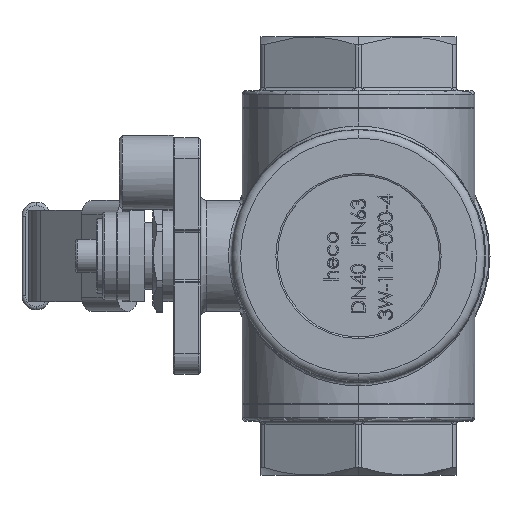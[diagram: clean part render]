
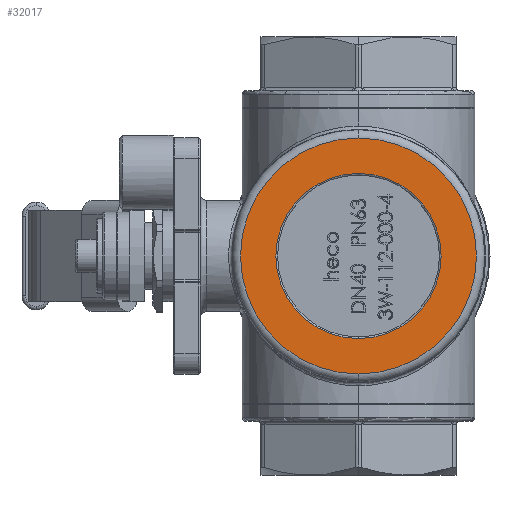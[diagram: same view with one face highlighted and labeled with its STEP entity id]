
A CAD part, left-side view. The second image highlights one B-rep face of the part: STEP entity #32017.
In plain terms, the highlighted planar face has unit normal (-1, 0, 0).
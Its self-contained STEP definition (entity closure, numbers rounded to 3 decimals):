
#31874 = EDGE_LOOP ( 'NONE', ( #32188, #32073 ) ) ;
#31903 = EDGE_CURVE ( 'NONE', #69443, #69437, #63862, .T. ) ;
#31934 = EDGE_LOOP ( 'NONE', ( #32168, #32127 ) ) ;
#32017 = ADVANCED_FACE ( 'NONE', ( #64262, #64261 ), #64317, .F. ) ;
#32073 = ORIENTED_EDGE ( 'NONE', *, *, #61849, .T. ) ;
#32127 = ORIENTED_EDGE ( 'NONE', *, *, #31903, .T. ) ;
#32168 = ORIENTED_EDGE ( 'NONE', *, *, #69436, .T. ) ;
#32188 = ORIENTED_EDGE ( 'NONE', *, *, #32190, .T. ) ;
#32190 = EDGE_CURVE ( 'NONE', #61070, #61227, #64684, .T. ) ;
#41563 = CARTESIAN_POINT ( 'NONE',  ( -40., 0., -35. ) ) ;
#41659 = CARTESIAN_POINT ( 'NONE',  ( -40., 0., 35. ) ) ;
#41687 = DIRECTION ( 'NONE',  ( 0., 0., -1. ) ) ;
#41689 = DIRECTION ( 'NONE',  ( -1., 0., 0. ) ) ;
#41691 = CARTESIAN_POINT ( 'NONE',  ( -40., 0., 0. ) ) ;
#41692 = AXIS2_PLACEMENT_3D ( 'NONE', #41691, #41689, #41687 ) ;
#41694 = CIRCLE ( 'NONE', #41692, 35. ) ;
#55466 = CARTESIAN_POINT ( 'NONE',  ( -40., 0., -24.5 ) ) ;
#55467 = DIRECTION ( 'NONE',  ( 0., 0., -1. ) ) ;
#55468 = DIRECTION ( 'NONE',  ( 1., 0., 0. ) ) ;
#55469 = CARTESIAN_POINT ( 'NONE',  ( -40., 0., 0. ) ) ;
#55470 = AXIS2_PLACEMENT_3D ( 'NONE', #55469, #55468, #55467 ) ;
#55472 = CIRCLE ( 'NONE', #55470, 24.5 ) ;
#55534 = CARTESIAN_POINT ( 'NONE',  ( -40., 0., 24.5 ) ) ;
#61070 = VERTEX_POINT ( 'NONE', #41563 ) ;
#61227 = VERTEX_POINT ( 'NONE', #41659 ) ;
#61849 = EDGE_CURVE ( 'NONE', #61227, #61070, #41694, .T. ) ;
#63858 = DIRECTION ( 'NONE',  ( 0., 0., -1. ) ) ;
#63859 = DIRECTION ( 'NONE',  ( 1., 0., 0. ) ) ;
#63860 = CARTESIAN_POINT ( 'NONE',  ( -40., 0., 0. ) ) ;
#63861 = AXIS2_PLACEMENT_3D ( 'NONE', #63860, #63859, #63858 ) ;
#63862 = CIRCLE ( 'NONE', #63861, 24.5 ) ;
#64261 = FACE_OUTER_BOUND ( 'NONE', #31874, .T. ) ;
#64262 = FACE_BOUND ( 'NONE', #31934, .T. ) ;
#64313 = DIRECTION ( 'NONE',  ( 0., 0., -1. ) ) ;
#64314 = DIRECTION ( 'NONE',  ( 1., 0., 0. ) ) ;
#64315 = CARTESIAN_POINT ( 'NONE',  ( -40., 0., 0. ) ) ;
#64316 = AXIS2_PLACEMENT_3D ( 'NONE', #64315, #64314, #64313 ) ;
#64317 = PLANE ( 'NONE',  #64316 ) ;
#64680 = DIRECTION ( 'NONE',  ( 0., 0., -1. ) ) ;
#64681 = DIRECTION ( 'NONE',  ( -1., 0., 0. ) ) ;
#64682 = CARTESIAN_POINT ( 'NONE',  ( -40., 0., 0. ) ) ;
#64683 = AXIS2_PLACEMENT_3D ( 'NONE', #64682, #64681, #64680 ) ;
#64684 = CIRCLE ( 'NONE', #64683, 35. ) ;
#69436 = EDGE_CURVE ( 'NONE', #69437, #69443, #55472, .T. ) ;
#69437 = VERTEX_POINT ( 'NONE', #55466 ) ;
#69443 = VERTEX_POINT ( 'NONE', #55534 ) ;
